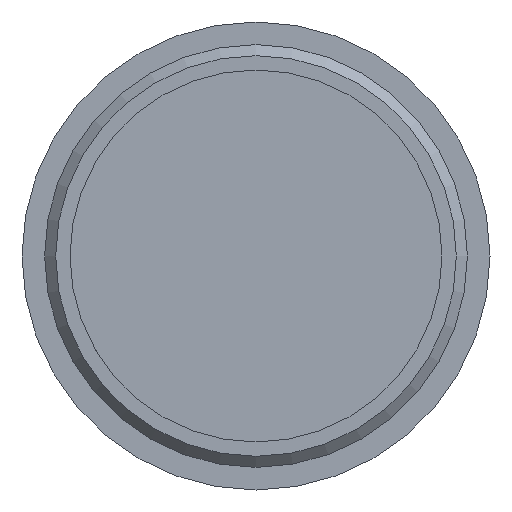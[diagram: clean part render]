
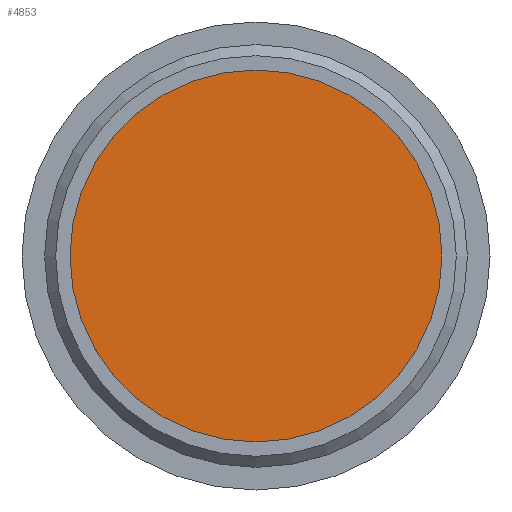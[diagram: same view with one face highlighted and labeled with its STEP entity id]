
A CAD part, front view. The second image highlights one B-rep face of the part: STEP entity #4853.
In plain terms, the highlighted planar face has unit normal (0, -1, 0).
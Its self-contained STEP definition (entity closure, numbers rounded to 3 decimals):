
#500 = PLANE ( 'NONE',  #3653 ) ;
#2352 = DIRECTION ( 'NONE',  ( 0., -1., 0. ) ) ;
#2411 = DIRECTION ( 'NONE',  ( 0., -1., 0. ) ) ;
#2940 = VERTEX_POINT ( 'NONE', #7361 ) ;
#3653 = AXIS2_PLACEMENT_3D ( 'NONE', #8940, #2411, #8984 ) ;
#4180 = DIRECTION ( 'NONE',  ( 0., 0., -1. ) ) ;
#4458 = AXIS2_PLACEMENT_3D ( 'NONE', #8309, #2352, #4180 ) ;
#4638 = EDGE_LOOP ( 'NONE', ( #9381 ) ) ;
#4853 = ADVANCED_FACE ( 'NONE', ( #5052 ), #500, .T. ) ;
#5052 = FACE_OUTER_BOUND ( 'NONE', #4638, .T. ) ;
#7361 = CARTESIAN_POINT ( 'NONE',  ( 0., 30., -16.85 ) ) ;
#8309 = CARTESIAN_POINT ( 'NONE',  ( 0., 30., 0. ) ) ;
#8940 = CARTESIAN_POINT ( 'NONE',  ( 0., 30., 0. ) ) ;
#8984 = DIRECTION ( 'NONE',  ( 0., 0., -1. ) ) ;
#9071 = EDGE_CURVE ( 'NONE', #2940, #2940, #9162, .T. ) ;
#9162 = CIRCLE ( 'NONE', #4458, 16.85 ) ;
#9381 = ORIENTED_EDGE ( 'NONE', *, *, #9071, .T. ) ;
